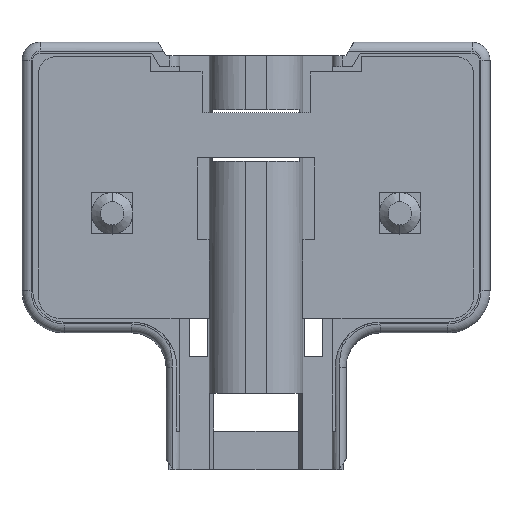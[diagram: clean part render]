
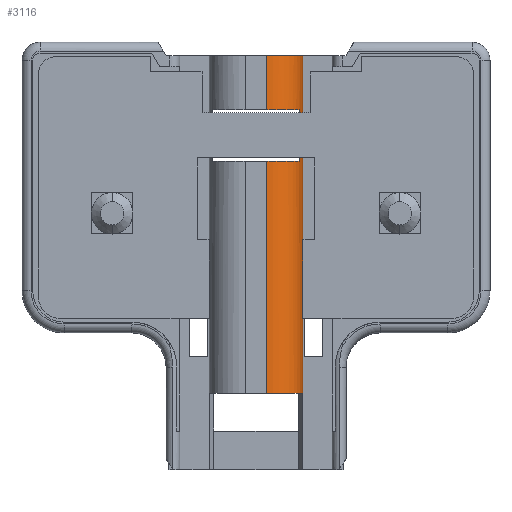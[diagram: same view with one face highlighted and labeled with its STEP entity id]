
A CAD part, front view. The second image highlights one B-rep face of the part: STEP entity #3116.
In plain terms, the highlighted cylindrical face has radius 3.993 mm (diameter 7.986 mm), a partial arc.
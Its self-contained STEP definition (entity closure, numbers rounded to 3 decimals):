
#30 = EDGE_CURVE ( 'NONE', #4996, #8492, #3995, .T. ) ;
#49 = CARTESIAN_POINT ( 'NONE',  ( 1.197, 3.993, 14. ) ) ;
#223 = CARTESIAN_POINT ( 'NONE',  ( 1.197, 0., 20. ) ) ;
#239 = EDGE_CURVE ( 'NONE', #3328, #6948, #1390, .T. ) ;
#262 = DIRECTION ( 'NONE',  ( 0., 0., -1. ) ) ;
#352 = CARTESIAN_POINT ( 'NONE',  ( 4.8, 2.273, 8.3 ) ) ;
#382 = LINE ( 'NONE', #3199, #424 ) ;
#424 = VECTOR ( 'NONE', #6011, 1000. ) ;
#435 = ORIENTED_EDGE ( 'NONE', *, *, #7957, .F. ) ;
#488 = ORIENTED_EDGE ( 'NONE', *, *, #5466, .F. ) ;
#520 = VERTEX_POINT ( 'NONE', #3549 ) ;
#561 = LINE ( 'NONE', #1248, #5291 ) ;
#676 = CIRCLE ( 'NONE', #6726, 3.993 ) ;
#757 = VERTEX_POINT ( 'NONE', #7240 ) ;
#1248 = CARTESIAN_POINT ( 'NONE',  ( 1.197, 0., -30. ) ) ;
#1390 = LINE ( 'NONE', #5604, #3638 ) ;
#1635 = CARTESIAN_POINT ( 'NONE',  ( 1.197, 3.993, -17.5 ) ) ;
#1668 = CARTESIAN_POINT ( 'NONE',  ( 5.185, 3.8, -17.5 ) ) ;
#2118 = CARTESIAN_POINT ( 'NONE',  ( 1.197, 3.993, 8.3 ) ) ;
#2533 = EDGE_LOOP ( 'NONE', ( #5025, #488, #435, #7539, #7560, #6627, #5023, #4382 ) ) ;
#2543 = DIRECTION ( 'NONE',  ( 0., 0., 1. ) ) ;
#2748 = DIRECTION ( 'NONE',  ( 1., 0., 0. ) ) ;
#2795 = EDGE_CURVE ( 'NONE', #8492, #6948, #5624, .T. ) ;
#2950 = EDGE_CURVE ( 'NONE', #3328, #757, #3866, .T. ) ;
#3116 = ADVANCED_FACE ( 'NONE', ( #8323 ), #7727, .T. ) ;
#3199 = CARTESIAN_POINT ( 'NONE',  ( 4.8, 2.273, -36.888 ) ) ;
#3328 = VERTEX_POINT ( 'NONE', #1668 ) ;
#3549 = CARTESIAN_POINT ( 'NONE',  ( 4.8, 2.273, 14. ) ) ;
#3638 = VECTOR ( 'NONE', #4727, 1000. ) ;
#3866 = CIRCLE ( 'NONE', #9016, 3.993 ) ;
#3876 = EDGE_CURVE ( 'NONE', #520, #4996, #676, .T. ) ;
#3995 = LINE ( 'NONE', #5244, #8655 ) ;
#4382 = ORIENTED_EDGE ( 'NONE', *, *, #30, .F. ) ;
#4419 = DIRECTION ( 'NONE',  ( -1., 0., 0. ) ) ;
#4643 = AXIS2_PLACEMENT_3D ( 'NONE', #6301, #7637, #7083 ) ;
#4727 = DIRECTION ( 'NONE',  ( 0., 0., 1. ) ) ;
#4936 = DIRECTION ( 'NONE',  ( 1., 0., 0. ) ) ;
#4995 = DIRECTION ( 'NONE',  ( 0., 0., 1. ) ) ;
#4996 = VERTEX_POINT ( 'NONE', #8273 ) ;
#5023 = ORIENTED_EDGE ( 'NONE', *, *, #2795, .F. ) ;
#5025 = ORIENTED_EDGE ( 'NONE', *, *, #3876, .F. ) ;
#5244 = CARTESIAN_POINT ( 'NONE',  ( 1.197, 0., -30. ) ) ;
#5291 = VECTOR ( 'NONE', #2543, 1000. ) ;
#5312 = CARTESIAN_POINT ( 'NONE',  ( 5.185, 3.8, 20. ) ) ;
#5406 = EDGE_CURVE ( 'NONE', #757, #8519, #561, .T. ) ;
#5466 = EDGE_CURVE ( 'NONE', #8942, #520, #382, .T. ) ;
#5604 = CARTESIAN_POINT ( 'NONE',  ( 5.185, 3.8, -36.888 ) ) ;
#5624 = CIRCLE ( 'NONE', #8275, 3.993 ) ;
#5726 = DIRECTION ( 'NONE',  ( 0., 0., -1. ) ) ;
#6011 = DIRECTION ( 'NONE',  ( 0., 0., 1. ) ) ;
#6301 = CARTESIAN_POINT ( 'NONE',  ( 1.197, 3.993, -36.888 ) ) ;
#6428 = DIRECTION ( 'NONE',  ( -1., 0., 0. ) ) ;
#6627 = ORIENTED_EDGE ( 'NONE', *, *, #239, .T. ) ;
#6726 = AXIS2_PLACEMENT_3D ( 'NONE', #49, #5726, #4936 ) ;
#6810 = DIRECTION ( 'NONE',  ( 0., 0., 1. ) ) ;
#6948 = VERTEX_POINT ( 'NONE', #5312 ) ;
#7083 = DIRECTION ( 'NONE',  ( 1., 0., 0. ) ) ;
#7240 = CARTESIAN_POINT ( 'NONE',  ( 1.197, 0., -17.5 ) ) ;
#7539 = ORIENTED_EDGE ( 'NONE', *, *, #5406, .F. ) ;
#7560 = ORIENTED_EDGE ( 'NONE', *, *, #2950, .F. ) ;
#7637 = DIRECTION ( 'NONE',  ( 0., 0., 1. ) ) ;
#7727 = CYLINDRICAL_SURFACE ( 'NONE', #4643, 3.993 ) ;
#7877 = DIRECTION ( 'NONE',  ( 0., 0., 1. ) ) ;
#7885 = CIRCLE ( 'NONE', #8770, 3.993 ) ;
#7957 = EDGE_CURVE ( 'NONE', #8519, #8942, #7885, .T. ) ;
#8273 = CARTESIAN_POINT ( 'NONE',  ( 1.197, 0., 14. ) ) ;
#8275 = AXIS2_PLACEMENT_3D ( 'NONE', #9079, #7877, #2748 ) ;
#8323 = FACE_OUTER_BOUND ( 'NONE', #2533, .T. ) ;
#8492 = VERTEX_POINT ( 'NONE', #223 ) ;
#8519 = VERTEX_POINT ( 'NONE', #8947 ) ;
#8655 = VECTOR ( 'NONE', #6810, 1000. ) ;
#8770 = AXIS2_PLACEMENT_3D ( 'NONE', #2118, #4995, #6428 ) ;
#8942 = VERTEX_POINT ( 'NONE', #352 ) ;
#8947 = CARTESIAN_POINT ( 'NONE',  ( 1.197, 0., 8.3 ) ) ;
#9016 = AXIS2_PLACEMENT_3D ( 'NONE', #1635, #262, #4419 ) ;
#9079 = CARTESIAN_POINT ( 'NONE',  ( 1.197, 3.993, 20. ) ) ;
